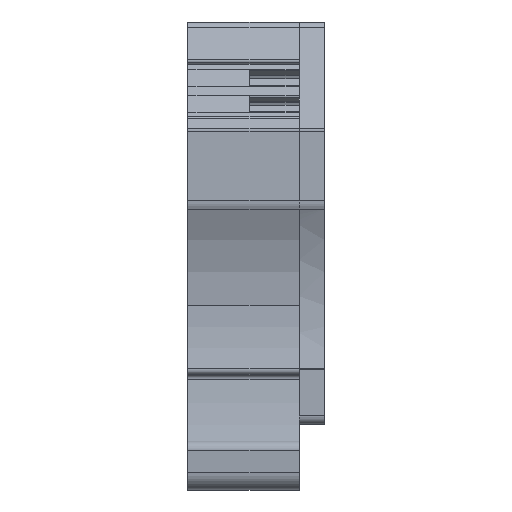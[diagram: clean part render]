
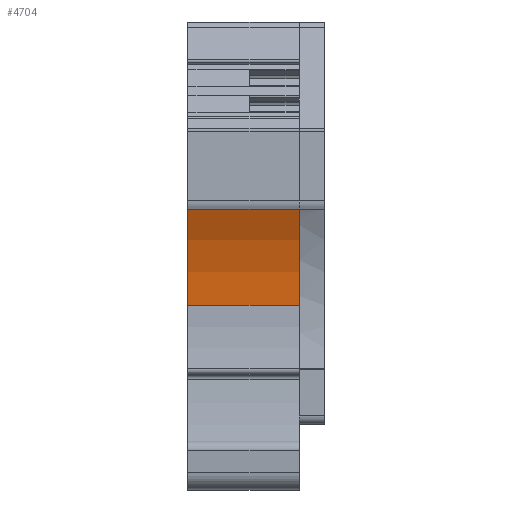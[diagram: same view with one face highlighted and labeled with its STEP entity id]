
A CAD part, front view. The second image highlights one B-rep face of the part: STEP entity #4704.
In plain terms, the highlighted cylindrical face has radius 24 mm (diameter 48 mm), a partial arc.
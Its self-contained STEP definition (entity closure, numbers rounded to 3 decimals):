
#508=AXIS2_PLACEMENT_3D('Circle Axis2P3D',#506,#507,$) ;
#1394=AXIS2_PLACEMENT_3D('Circle Axis2P3D',#1392,#1393,$) ;
#4686=AXIS2_PLACEMENT_3D('Cylinder Axis2P3D',#4683,#4684,#4685) ;
#503=CARTESIAN_POINT('Vertex',(0.,2.72,19.931)) ;
#506=CARTESIAN_POINT('Axis2P3D Location',(0.,-21.278,19.621)) ;
#510=CARTESIAN_POINT('Vertex',(0.,0.209,30.313)) ;
#1389=CARTESIAN_POINT('Vertex',(12.,0.209,30.313)) ;
#1392=CARTESIAN_POINT('Axis2P3D Location',(12.,-21.278,19.621)) ;
#1396=CARTESIAN_POINT('Vertex',(12.,2.72,19.931)) ;
#4683=CARTESIAN_POINT('Axis2P3D Location',(0.,-21.278,19.621)) ;
#4688=CARTESIAN_POINT('Line Origine',(0.,2.72,19.931)) ;
#4693=CARTESIAN_POINT('Line Origine',(0.,0.209,30.313)) ;
#507=DIRECTION('Axis2P3D Direction',(1.,0.,0.)) ;
#1393=DIRECTION('Axis2P3D Direction',(1.,0.,0.)) ;
#4684=DIRECTION('Axis2P3D Direction',(1.,0.,0.)) ;
#4685=DIRECTION('Axis2P3D XDirection',(0.,1.,0.013)) ;
#4689=DIRECTION('Vector Direction',(1.,0.,0.)) ;
#4694=DIRECTION('Vector Direction',(1.,0.,0.)) ;
#4690=VECTOR('Line Direction',#4689,1.) ;
#4695=VECTOR('Line Direction',#4694,1.) ;
#4699=ORIENTED_EDGE('',*,*,#512,.F.) ;
#4700=ORIENTED_EDGE('',*,*,#4692,.T.) ;
#4701=ORIENTED_EDGE('',*,*,#1398,.T.) ;
#4702=ORIENTED_EDGE('',*,*,#4697,.F.) ;
#4704=ADVANCED_FACE('28076_KLTR_ZEI16.1\\K\X2\00F6\X0\rper.2 ( *SOL1 - wsp *MASTER -  -Non Smart-  )',(#4703),#4687,.F.) ;
#509=CIRCLE('generated circle',#508,24.) ;
#1395=CIRCLE('generated circle',#1394,24.) ;
#4687=CYLINDRICAL_SURFACE('generated cylinder',#4686,24.) ;
#512=EDGE_CURVE('',#504,#511,#509,.T.) ;
#1398=EDGE_CURVE('',#1397,#1390,#1395,.T.) ;
#4692=EDGE_CURVE('',#504,#1397,#4691,.T.) ;
#4697=EDGE_CURVE('',#511,#1390,#4696,.T.) ;
#4698=EDGE_LOOP('',(#4699,#4700,#4701,#4702)) ;
#4703=FACE_OUTER_BOUND('',#4698,.T.) ;
#4691=LINE('Line',#4688,#4690) ;
#4696=LINE('Line',#4693,#4695) ;
#504=VERTEX_POINT('',#503) ;
#511=VERTEX_POINT('',#510) ;
#1390=VERTEX_POINT('',#1389) ;
#1397=VERTEX_POINT('',#1396) ;
